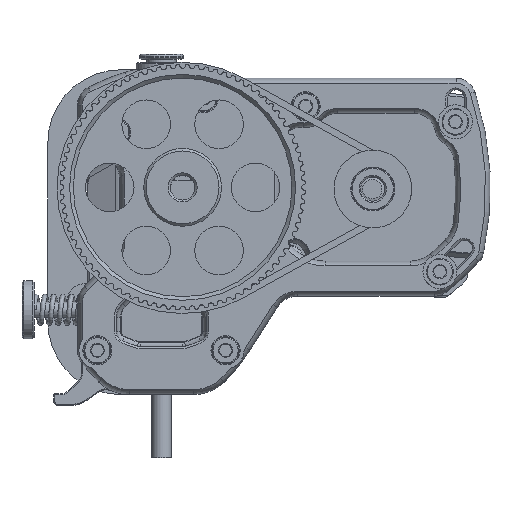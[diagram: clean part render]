
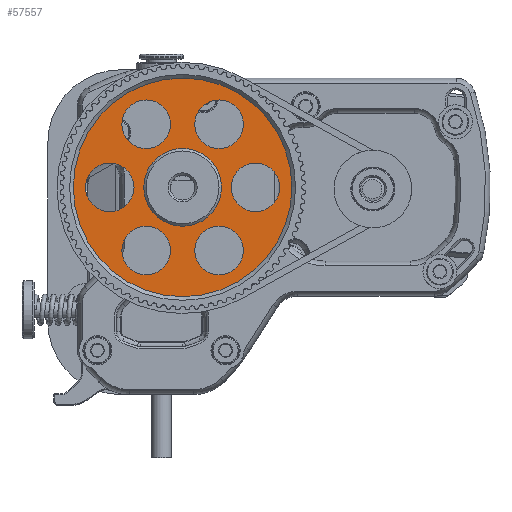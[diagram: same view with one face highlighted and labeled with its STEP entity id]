
A CAD part, left-side view. The second image highlights one B-rep face of the part: STEP entity #57557.
In plain terms, the highlighted face is planar.
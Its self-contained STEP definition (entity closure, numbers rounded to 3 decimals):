
#759=FACE_BOUND('',#12805,.T.);
#760=FACE_BOUND('',#12806,.T.);
#761=FACE_BOUND('',#12807,.T.);
#762=FACE_BOUND('',#12808,.T.);
#763=FACE_BOUND('',#12809,.T.);
#764=FACE_BOUND('',#12810,.T.);
#765=FACE_BOUND('',#12811,.T.);
#2110=PLANE('',#64298);
#5079=CIRCLE('',#62800,22.5);
#6055=CIRCLE('',#63790,8.);
#6056=CIRCLE('',#64273,5.);
#6058=CIRCLE('',#64276,5.);
#6060=CIRCLE('',#64279,5.);
#6062=CIRCLE('',#64282,5.);
#6064=CIRCLE('',#64285,5.);
#6066=CIRCLE('',#64288,5.);
#9334=FACE_OUTER_BOUND('',#12804,.T.);
#12804=EDGE_LOOP('',(#52870));
#12805=EDGE_LOOP('',(#52871));
#12806=EDGE_LOOP('',(#52872));
#12807=EDGE_LOOP('',(#52873));
#12808=EDGE_LOOP('',(#52874));
#12809=EDGE_LOOP('',(#52875));
#12810=EDGE_LOOP('',(#52876));
#12811=EDGE_LOOP('',(#52877));
#25661=VERTEX_POINT('',#141340);
#26671=VERTEX_POINT('',#143823);
#26672=VERTEX_POINT('',#144789);
#26674=VERTEX_POINT('',#144795);
#26676=VERTEX_POINT('',#144801);
#26678=VERTEX_POINT('',#144807);
#26680=VERTEX_POINT('',#144813);
#26682=VERTEX_POINT('',#144819);
#33876=EDGE_CURVE('',#25661,#25661,#5079,.T.);
#34905=EDGE_CURVE('',#26671,#26671,#6055,.T.);
#35388=EDGE_CURVE('',#26672,#26672,#6056,.T.);
#35391=EDGE_CURVE('',#26674,#26674,#6058,.T.);
#35394=EDGE_CURVE('',#26676,#26676,#6060,.T.);
#35397=EDGE_CURVE('',#26678,#26678,#6062,.T.);
#35400=EDGE_CURVE('',#26680,#26680,#6064,.T.);
#35403=EDGE_CURVE('',#26682,#26682,#6066,.T.);
#52870=ORIENTED_EDGE('',*,*,#33876,.F.);
#52871=ORIENTED_EDGE('',*,*,#35388,.T.);
#52872=ORIENTED_EDGE('',*,*,#35391,.T.);
#52873=ORIENTED_EDGE('',*,*,#35394,.T.);
#52874=ORIENTED_EDGE('',*,*,#35397,.T.);
#52875=ORIENTED_EDGE('',*,*,#35400,.T.);
#52876=ORIENTED_EDGE('',*,*,#35403,.T.);
#52877=ORIENTED_EDGE('',*,*,#34905,.T.);
#57557=ADVANCED_FACE('',(#9334,#759,#760,#761,#762,#763,#764,#765),#2110,
 .T.);
#62800=AXIS2_PLACEMENT_3D('',#141341,#76560,#76561);
#63790=AXIS2_PLACEMENT_3D('',#143824,#78553,#78554);
#64273=AXIS2_PLACEMENT_3D('',#144790,#80001,#80002);
#64276=AXIS2_PLACEMENT_3D('',#144796,#80008,#80009);
#64279=AXIS2_PLACEMENT_3D('',#144802,#80015,#80016);
#64282=AXIS2_PLACEMENT_3D('',#144808,#80022,#80023);
#64285=AXIS2_PLACEMENT_3D('',#144814,#80029,#80030);
#64288=AXIS2_PLACEMENT_3D('',#144820,#80036,#80037);
#64298=AXIS2_PLACEMENT_3D('',#146028,#80057,#80058);
#76560=DIRECTION('center_axis',(-1.,0.,0.));
#76561=DIRECTION('ref_axis',(0.,0.,1.));
#78553=DIRECTION('center_axis',(-1.,0.,0.));
#78554=DIRECTION('ref_axis',(0.,0.,1.));
#80001=DIRECTION('center_axis',(-1.,0.,0.));
#80002=DIRECTION('ref_axis',(0.,0.5,0.866));
#80008=DIRECTION('center_axis',(-1.,0.,0.));
#80009=DIRECTION('ref_axis',(0.,-0.5,0.866));
#80015=DIRECTION('center_axis',(-1.,0.,0.));
#80016=DIRECTION('ref_axis',(0.,-1.,0.));
#80022=DIRECTION('center_axis',(-1.,0.,0.));
#80023=DIRECTION('ref_axis',(0.,-0.5,-0.866));
#80029=DIRECTION('center_axis',(-1.,0.,0.));
#80030=DIRECTION('ref_axis',(0.,0.5,-0.866));
#80036=DIRECTION('center_axis',(-1.,0.,0.));
#80037=DIRECTION('ref_axis',(0.,1.,0.));
#80057=DIRECTION('center_axis',(1.,0.,0.));
#80058=DIRECTION('ref_axis',(0.,0.,-1.));
#141340=CARTESIAN_POINT('',(7.,-22.5,0.));
#141341=CARTESIAN_POINT('Origin',(7.,0.,0.));
#143823=CARTESIAN_POINT('',(7.,0.,-8.));
#143824=CARTESIAN_POINT('Origin',(7.,0.,0.));
#144789=CARTESIAN_POINT('',(7.,5.,8.66));
#144790=CARTESIAN_POINT('Origin',(7.,7.5,12.99));
#144795=CARTESIAN_POINT('',(7.,-5.,8.66));
#144796=CARTESIAN_POINT('Origin',(7.,-7.5,12.99));
#144801=CARTESIAN_POINT('',(7.,-10.,0.));
#144802=CARTESIAN_POINT('Origin',(7.,-15.,0.));
#144807=CARTESIAN_POINT('',(7.,-5.,-8.66));
#144808=CARTESIAN_POINT('Origin',(7.,-7.5,-12.99));
#144813=CARTESIAN_POINT('',(7.,5.,-8.66));
#144814=CARTESIAN_POINT('Origin',(7.,7.5,-12.99));
#144819=CARTESIAN_POINT('',(7.,10.,0.));
#144820=CARTESIAN_POINT('Origin',(7.,15.,0.));
#146028=CARTESIAN_POINT('Origin',(7.,0.,22.5));
